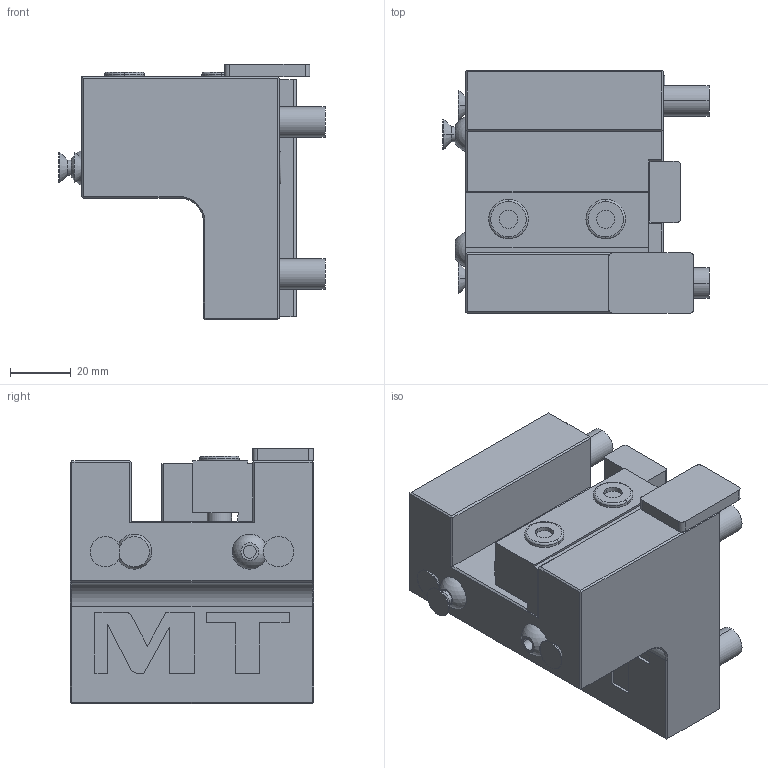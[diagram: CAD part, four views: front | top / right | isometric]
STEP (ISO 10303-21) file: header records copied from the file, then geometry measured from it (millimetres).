
FILE_DESCRIPTION((''),'2;1');
FILE_NAME('NKM0162000_CONF','2023-04-27T09:21:17',('smalpassi'),('M.T. srl'),'CREO PARAMETRIC BY PTC INC, 2021072','CREO PARAMETRIC BY PTC INC, 2021072','');
FILE_SCHEMA(('CONFIG_CONTROL_DESIGN'));
Length unit declared in the file: millimetre
Products named in the file (1): NKM0162000_CONF
Bounding box: 87.55 x 80 x 84 mm (x, y, z)
Volume: 275896.4 mm3; surface area: 39294.5 mm2
Topology: 1 solids, 1 shells, 173 faces, 435 edges, 280 vertices
Faces by surface type: plane 118, cylinder 35, cone 8, torus 8, sphere 2, extrusion 2
Entity records: 5196 total; most frequent: CARTESIAN_POINT 903, DIRECTION 881, ORIENTED_EDGE 870, EDGE_CURVE 435, VECTOR 327, LINE 325, VERTEX_POINT 280, AXIS2_PLACEMENT_3D 277
